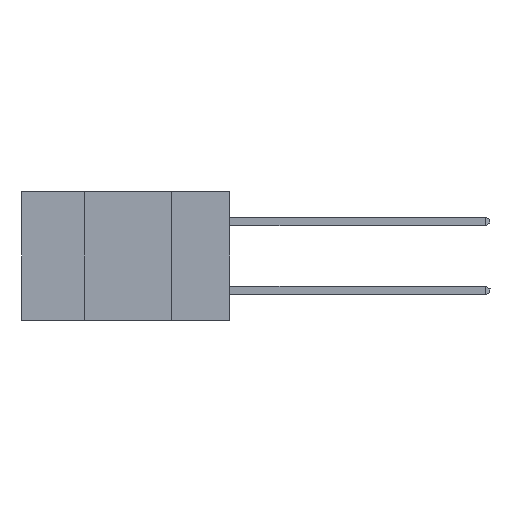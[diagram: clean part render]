
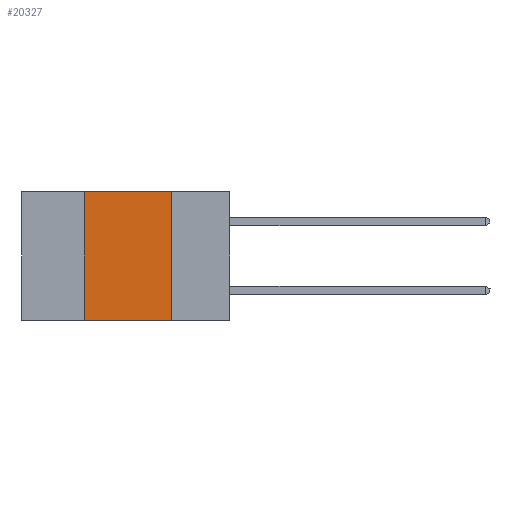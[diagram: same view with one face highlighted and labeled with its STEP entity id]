
A CAD part, left-side view. The second image highlights one B-rep face of the part: STEP entity #20327.
In plain terms, the highlighted planar face has unit normal (-1, 0, 0).
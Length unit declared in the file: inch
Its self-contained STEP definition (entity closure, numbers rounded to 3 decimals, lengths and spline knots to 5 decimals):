
#1 = LINE ( 'NONE', #11380, #10609 ) ;
#112 = EDGE_CURVE ( 'NONE', #16673, #23904, #14440, .T. ) ;
#1551 = VERTEX_POINT ( 'NONE', #3012 ) ;
#1638 = DIRECTION ( 'NONE',  ( 0., -1., 0. ) ) ;
#2182 = CARTESIAN_POINT ( 'NONE',  ( 0., 0.6, 0. ) ) ;
#2640 = PLANE ( 'NONE',  #9387 ) ;
#2983 = EDGE_CURVE ( 'NONE', #23904, #17449, #26567, .T. ) ;
#3012 = CARTESIAN_POINT ( 'NONE',  ( 0., 0.17, -0.37 ) ) ;
#3685 = ORIENTED_EDGE ( 'NONE', *, *, #26303, .T. ) ;
#5096 = CARTESIAN_POINT ( 'NONE',  ( 0., 0.42, -0.37 ) ) ;
#5775 = DIRECTION ( 'NONE',  ( 0., 0., 1. ) ) ;
#5842 = CARTESIAN_POINT ( 'NONE',  ( 0., 0.6, -0.37 ) ) ;
#5988 = EDGE_LOOP ( 'NONE', ( #23289, #9594, #16004, #3685 ) ) ;
#6677 = FACE_OUTER_BOUND ( 'NONE', #5988, .T. ) ;
#7940 = DIRECTION ( 'NONE',  ( 0., -1., 0. ) ) ;
#9083 = DIRECTION ( 'NONE',  ( 1., 0., 0. ) ) ;
#9387 = AXIS2_PLACEMENT_3D ( 'NONE', #21887, #9083, #24007 ) ;
#9594 = ORIENTED_EDGE ( 'NONE', *, *, #2983, .F. ) ;
#10191 = VECTOR ( 'NONE', #7940, 39.37008 ) ;
#10609 = VECTOR ( 'NONE', #13559, 39.37008 ) ;
#11380 = CARTESIAN_POINT ( 'NONE',  ( 0., 0.17, -0.37 ) ) ;
#12689 = CARTESIAN_POINT ( 'NONE',  ( 0., 0.42, 0. ) ) ;
#13559 = DIRECTION ( 'NONE',  ( 0., 0., -1. ) ) ;
#14440 = LINE ( 'NONE', #5096, #25063 ) ;
#15279 = VECTOR ( 'NONE', #1638, 39.37008 ) ;
#16004 = ORIENTED_EDGE ( 'NONE', *, *, #112, .F. ) ;
#16673 = VERTEX_POINT ( 'NONE', #20987 ) ;
#17441 = CARTESIAN_POINT ( 'NONE',  ( 0., 0.17, 0. ) ) ;
#17449 = VERTEX_POINT ( 'NONE', #17441 ) ;
#20327 = ADVANCED_FACE ( 'NONE', ( #6677 ), #2640, .F. ) ;
#20987 = CARTESIAN_POINT ( 'NONE',  ( 0., 0.42, -0.37 ) ) ;
#21512 = EDGE_CURVE ( 'NONE', #17449, #1551, #1, .T. ) ;
#21887 = CARTESIAN_POINT ( 'NONE',  ( 0., 0.6, 0. ) ) ;
#23289 = ORIENTED_EDGE ( 'NONE', *, *, #21512, .F. ) ;
#23904 = VERTEX_POINT ( 'NONE', #12689 ) ;
#24007 = DIRECTION ( 'NONE',  ( 0., 0., -1. ) ) ;
#25063 = VECTOR ( 'NONE', #5775, 39.37008 ) ;
#26303 = EDGE_CURVE ( 'NONE', #16673, #1551, #27190, .T. ) ;
#26567 = LINE ( 'NONE', #2182, #15279 ) ;
#27190 = LINE ( 'NONE', #5842, #10191 ) ;
